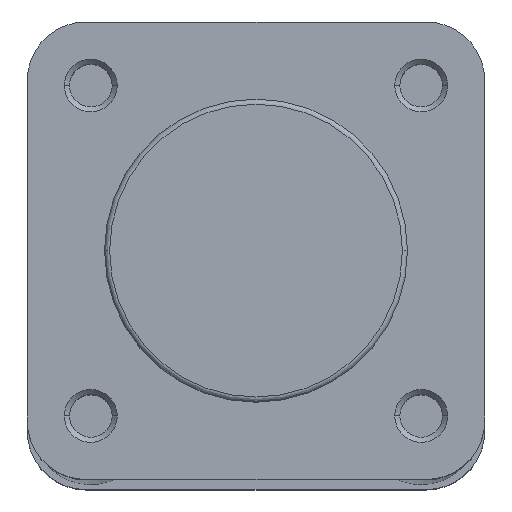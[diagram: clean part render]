
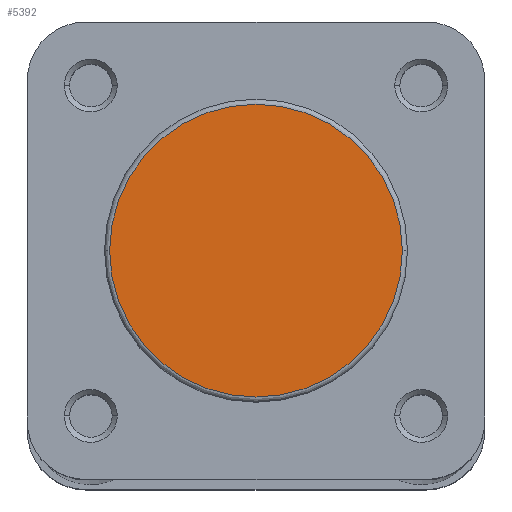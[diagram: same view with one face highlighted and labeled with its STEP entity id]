
A CAD part, top view. The second image highlights one B-rep face of the part: STEP entity #5392.
In plain terms, the highlighted planar face has unit normal (0, 0, 1).
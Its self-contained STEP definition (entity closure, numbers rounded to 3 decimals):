
#178 = FACE_OUTER_BOUND ( 'NONE', #5725, .T. ) ;
#1360 = CARTESIAN_POINT ( 'NONE',  ( 0., 14.9, 0. ) ) ;
#1361 = PLANE ( 'NONE',  #3944 ) ;
#1365 = DIRECTION ( 'NONE',  ( 0., 0., -1. ) ) ;
#1367 = DIRECTION ( 'NONE',  ( -1., 0., 0. ) ) ;
#2155 = CIRCLE ( 'NONE', #3781, 14.4 ) ;
#2309 = CIRCLE ( 'NONE', #3803, 14.4 ) ;
#2842 = VERTEX_POINT ( 'NONE', #3063 ) ;
#2843 = VERTEX_POINT ( 'NONE', #3001 ) ;
#3001 = CARTESIAN_POINT ( 'NONE',  ( -14.4, 0., 0. ) ) ;
#3063 = CARTESIAN_POINT ( 'NONE',  ( 14.4, 0., 0. ) ) ;
#3503 = EDGE_CURVE ( 'NONE', #2842, #2843, #2155, .T. ) ;
#3549 = EDGE_CURVE ( 'NONE', #2843, #2842, #2309, .T. ) ;
#3781 = AXIS2_PLACEMENT_3D ( 'NONE', #4922, #4923, #4924 ) ;
#3803 = AXIS2_PLACEMENT_3D ( 'NONE', #5036, #5039, #5040 ) ;
#3944 = AXIS2_PLACEMENT_3D ( 'NONE', #1360, #1365, #1367 ) ;
#4922 = CARTESIAN_POINT ( 'NONE',  ( 0., 0., 0. ) ) ;
#4923 = DIRECTION ( 'NONE',  ( 0., 0., 1. ) ) ;
#4924 = DIRECTION ( 'NONE',  ( -1., 0., 0. ) ) ;
#5036 = CARTESIAN_POINT ( 'NONE',  ( 0., 0., 0. ) ) ;
#5039 = DIRECTION ( 'NONE',  ( 0., 0., 1. ) ) ;
#5040 = DIRECTION ( 'NONE',  ( -1., 0., 0. ) ) ;
#5392 = ADVANCED_FACE ( 'NONE', ( #178 ), #1361, .F. ) ;
#5589 = ORIENTED_EDGE ( 'NONE', *, *, #3549, .T. ) ;
#5599 = ORIENTED_EDGE ( 'NONE', *, *, #3503, .T. ) ;
#5725 = EDGE_LOOP ( 'NONE', ( #5589, #5599 ) ) ;
